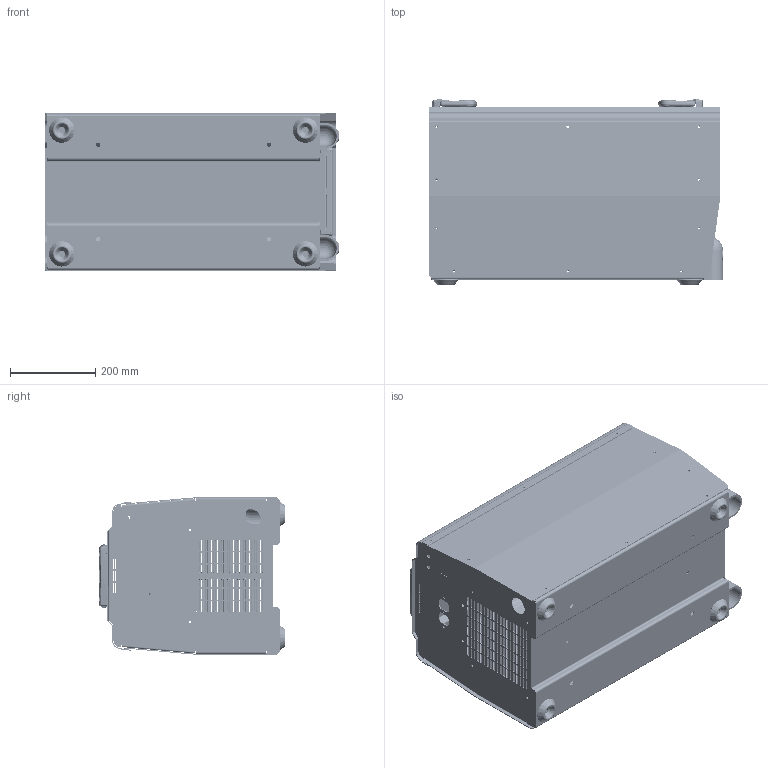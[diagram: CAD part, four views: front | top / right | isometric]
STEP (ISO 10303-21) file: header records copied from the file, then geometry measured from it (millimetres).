
FILE_DESCRIPTION (( 'STEP AP214' ), '1' );
FILE_NAME ('274174 (XMT 450 Products - Joined Shell).STEP', '2015-10-26T13:41:06', ( 'ITS' ), ( 'ITW Welding Group' ), 'SwSTEP 2.0', 'SolidWorks 2015', '' );
FILE_SCHEMA (( 'AUTOMOTIVE_DESIGN' ));
Length unit declared in the file: inch
Products named in the file (1): 274174 (XMT 450 Products - Joined Shell)
Bounding box: 690 x 435.93 x 368.95 mm (x, y, z)
Volume: 3443080.8 mm3; surface area: 3033121.7 mm2
Topology: 25 solids, 25 shells, 6065 faces, 16022 edges, 9915 vertices
Faces by surface type: cylinder 2165, plane 1923, bspline 1345, torus 269, cone 247, sphere 116
Entity records: 271586 total; most frequent: CARTESIAN_POINT 131118, ORIENTED_EDGE 31508, DIRECTION 26540, EDGE_CURVE 15754, VERTEX_POINT 9791, AXIS2_PLACEMENT_3D 9747, LINE 7046, VECTOR 7046
